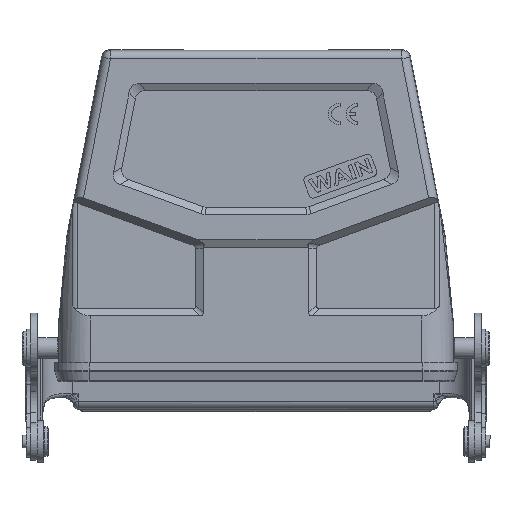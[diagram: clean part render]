
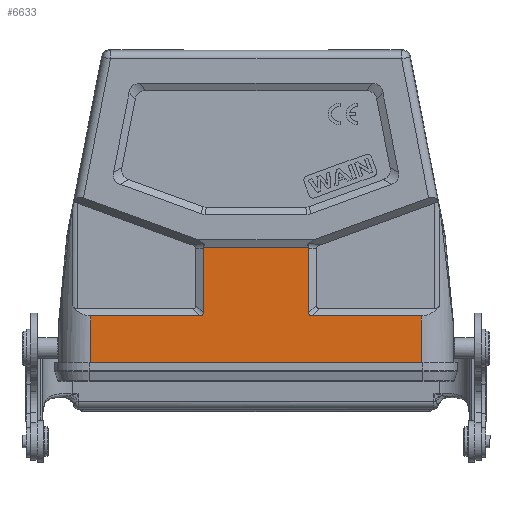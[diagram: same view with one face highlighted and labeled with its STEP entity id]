
A CAD part, top view. The second image highlights one B-rep face of the part: STEP entity #6633.
In plain terms, the highlighted planar face has unit normal (0, 0, 1).
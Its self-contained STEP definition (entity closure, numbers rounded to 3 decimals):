
#3152=ELLIPSE('',#28127,3.969,1.5);
#3153=ELLIPSE('',#28128,3.026,1.5);
#3154=ELLIPSE('',#28129,3.026,1.5);
#3155=ELLIPSE('',#28130,3.969,1.5);
#4241=PLANE('',#28131);
#5312=FACE_OUTER_BOUND('',#12577,.T.);
#6633=ADVANCED_FACE('',(#5312),#4241,.T.);
#8725=LINE('',#42619,#10600);
#8851=LINE('',#43079,#10726);
#8873=LINE('',#43193,#10748);
#8874=LINE('',#43195,#10749);
#8875=LINE('',#43199,#10750);
#8876=LINE('',#43203,#10751);
#8877=LINE('',#43207,#10752);
#8878=LINE('',#43211,#10753);
#10600=VECTOR('',#33426,1.);
#10726=VECTOR('',#33686,1.);
#10748=VECTOR('',#33746,1.);
#10749=VECTOR('',#33749,1.);
#10750=VECTOR('',#33752,1.);
#10751=VECTOR('',#33755,1.);
#10752=VECTOR('',#33758,1.);
#10753=VECTOR('',#33761,1.);
#12577=EDGE_LOOP('',(#17915,#17916,#17917,#17918,#17919,#17920,#17921,#17922,
#17923,#17924,#17925,#17926));
#17915=ORIENTED_EDGE('',*,*,#24252,.F.);
#17916=ORIENTED_EDGE('',*,*,#24457,.F.);
#17917=ORIENTED_EDGE('',*,*,#24458,.F.);
#17918=ORIENTED_EDGE('',*,*,#24459,.F.);
#17919=ORIENTED_EDGE('',*,*,#24460,.F.);
#17920=ORIENTED_EDGE('',*,*,#24461,.F.);
#17921=ORIENTED_EDGE('',*,*,#24462,.F.);
#17922=ORIENTED_EDGE('',*,*,#24463,.F.);
#17923=ORIENTED_EDGE('',*,*,#24464,.F.);
#17924=ORIENTED_EDGE('',*,*,#24465,.F.);
#17925=ORIENTED_EDGE('',*,*,#24466,.F.);
#17926=ORIENTED_EDGE('',*,*,#24421,.F.);
#21264=VERTEX_POINT('',#42601);
#21273=VERTEX_POINT('',#42618);
#21415=VERTEX_POINT('',#43080);
#21441=VERTEX_POINT('',#43192);
#21442=VERTEX_POINT('',#43196);
#21443=VERTEX_POINT('',#43198);
#21444=VERTEX_POINT('',#43200);
#21445=VERTEX_POINT('',#43202);
#21446=VERTEX_POINT('',#43204);
#21447=VERTEX_POINT('',#43206);
#21448=VERTEX_POINT('',#43208);
#21449=VERTEX_POINT('',#43210);
#24252=EDGE_CURVE('',#21273,#21264,#8725,.T.);
#24421=EDGE_CURVE('',#21264,#21415,#8851,.T.);
#24457=EDGE_CURVE('',#21441,#21273,#8873,.T.);
#24458=EDGE_CURVE('',#21442,#21441,#8874,.T.);
#24459=EDGE_CURVE('',#21443,#21442,#3152,.T.);
#24460=EDGE_CURVE('',#21444,#21443,#8875,.T.);
#24461=EDGE_CURVE('',#21445,#21444,#3153,.T.);
#24462=EDGE_CURVE('',#21446,#21445,#8876,.T.);
#24463=EDGE_CURVE('',#21447,#21446,#3154,.T.);
#24464=EDGE_CURVE('',#21448,#21447,#8877,.T.);
#24465=EDGE_CURVE('',#21449,#21448,#3155,.T.);
#24466=EDGE_CURVE('',#21415,#21449,#8878,.T.);
#28127=AXIS2_PLACEMENT_3D('',#43197,#33750,#33751);
#28128=AXIS2_PLACEMENT_3D('',#43201,#33753,#33754);
#28129=AXIS2_PLACEMENT_3D('',#43205,#33756,#33757);
#28130=AXIS2_PLACEMENT_3D('',#43209,#33759,#33760);
#28131=AXIS2_PLACEMENT_3D('',#43212,#33762,#33763);
#33426=DIRECTION('',(-1.,0.,0.));
#33686=DIRECTION('',(0.,1.,0.));
#33746=DIRECTION('',(0.,-1.,0.));
#33749=DIRECTION('',(1.,0.,0.));
#33750=DIRECTION('',(0.,0.,1.));
#33751=DIRECTION('',(-0.707,-0.707,0.));
#33752=DIRECTION('',(0.,-1.,0.));
#33753=DIRECTION('',(0.,0.,1.));
#33754=DIRECTION('',(0.989,-0.15,0.));
#33755=DIRECTION('',(1.,0.,0.));
#33756=DIRECTION('',(0.,0.,1.));
#33757=DIRECTION('',(-0.989,-0.15,0.));
#33758=DIRECTION('',(0.,1.,0.));
#33759=DIRECTION('',(0.,0.,1.));
#33760=DIRECTION('',(0.707,-0.707,0.));
#33761=DIRECTION('',(1.,0.,0.));
#33762=DIRECTION('',(0.,0.,1.));
#33763=DIRECTION('',(1.,0.,0.));
#42601=CARTESIAN_POINT('',(-39.128,-31.7,21.5));
#42618=CARTESIAN_POINT('',(39.128,-31.7,21.5));
#42619=CARTESIAN_POINT('',(0.,-31.7,21.5));
#43079=CARTESIAN_POINT('',(-39.128,-26.5,21.5));
#43080=CARTESIAN_POINT('',(-39.128,-19.,21.5));
#43192=CARTESIAN_POINT('',(39.128,-19.,21.5));
#43193=CARTESIAN_POINT('',(39.128,-10.5,21.5));
#43195=CARTESIAN_POINT('',(-53.03,-19.,21.5));
#43196=CARTESIAN_POINT('',(13.25,-19.,21.5));
#43197=CARTESIAN_POINT('',(15.5,-16.,21.5));
#43198=CARTESIAN_POINT('',(12.5,-18.25,21.5));
#43199=CARTESIAN_POINT('',(12.5,-2.883,21.5));
#43200=CARTESIAN_POINT('',(12.5,-2.929,21.5));
#43201=CARTESIAN_POINT('',(15.5,-3.27,21.5));
#43202=CARTESIAN_POINT('',(12.526,-2.732,21.5));
#43203=CARTESIAN_POINT('',(0.,-2.732,21.5));
#43204=CARTESIAN_POINT('',(-12.526,-2.732,21.5));
#43205=CARTESIAN_POINT('',(-15.5,-3.27,21.5));
#43206=CARTESIAN_POINT('',(-12.5,-2.929,21.5));
#43207=CARTESIAN_POINT('',(-12.5,-17.,21.5));
#43208=CARTESIAN_POINT('',(-12.5,-18.25,21.5));
#43209=CARTESIAN_POINT('',(-15.5,-16.,21.5));
#43210=CARTESIAN_POINT('',(-13.25,-19.,21.5));
#43211=CARTESIAN_POINT('',(-53.03,-19.,21.5));
#43212=CARTESIAN_POINT('',(0.,-10.5,21.5));
